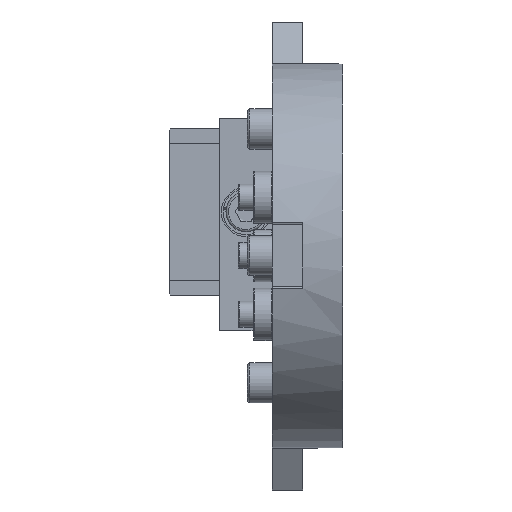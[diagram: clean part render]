
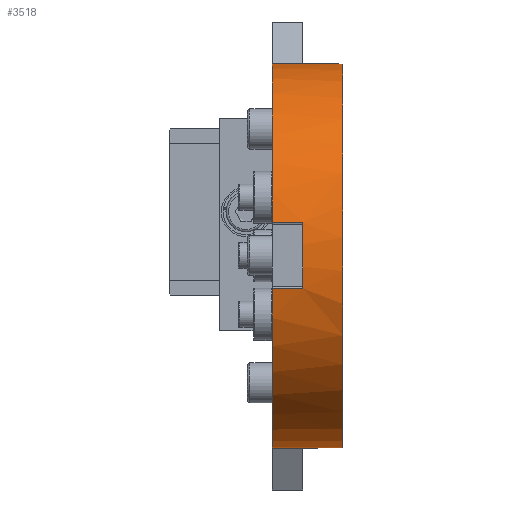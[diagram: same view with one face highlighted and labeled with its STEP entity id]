
A CAD part, top view. The second image highlights one B-rep face of the part: STEP entity #3518.
In plain terms, the highlighted cylindrical face has radius 62.5 mm (diameter 125 mm), a partial arc.
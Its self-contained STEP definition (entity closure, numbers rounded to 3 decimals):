
#416=FACE_OUTER_BOUND('',#618,.T.);
#618=EDGE_LOOP('',(#2641,#2642,#2643,#2644,#2645,#2646,#2647,#2648,#2649,
#2650));
#819=CIRCLE('',#3943,62.5);
#845=CIRCLE('',#3988,62.5);
#855=CIRCLE('',#4006,62.5);
#865=CIRCLE('',#4025,62.5);
#866=CIRCLE('',#4026,62.5);
#1045=LINE('',#5603,#1314);
#1064=LINE('',#5653,#1333);
#1087=LINE('',#5735,#1356);
#1098=LINE('',#5775,#1367);
#1099=LINE('',#5780,#1368);
#1314=VECTOR('',#4449,10.);
#1333=VECTOR('',#4502,10.);
#1356=VECTOR('',#4583,10.);
#1367=VECTOR('',#4632,10.);
#1368=VECTOR('',#4639,10.);
#1568=VERTEX_POINT('',#5545);
#1569=VERTEX_POINT('',#5547);
#1591=VERTEX_POINT('',#5601);
#1605=VERTEX_POINT('',#5652);
#1618=VERTEX_POINT('',#5686);
#1632=VERTEX_POINT('',#5728);
#1635=VERTEX_POINT('',#5733);
#1638=VERTEX_POINT('',#5743);
#1645=VERTEX_POINT('',#5774);
#1646=VERTEX_POINT('',#5779);
#1931=EDGE_CURVE('',#1568,#1569,#819,.T.);
#1959=EDGE_CURVE('',#1591,#1568,#1045,.T.);
#1984=EDGE_CURVE('',#1605,#1569,#1064,.T.);
#2003=EDGE_CURVE('',#1591,#1618,#845,.T.);
#2027=EDGE_CURVE('',#1635,#1632,#1087,.T.);
#2031=EDGE_CURVE('',#1638,#1632,#855,.T.);
#2047=EDGE_CURVE('',#1638,#1645,#1098,.T.);
#2049=EDGE_CURVE('',#1635,#1605,#865,.T.);
#2050=EDGE_CURVE('',#1646,#1618,#1099,.T.);
#2051=EDGE_CURVE('',#1646,#1645,#866,.T.);
#2641=ORIENTED_EDGE('',*,*,#2049,.T.);
#2642=ORIENTED_EDGE('',*,*,#1984,.T.);
#2643=ORIENTED_EDGE('',*,*,#1931,.F.);
#2644=ORIENTED_EDGE('',*,*,#1959,.F.);
#2645=ORIENTED_EDGE('',*,*,#2003,.T.);
#2646=ORIENTED_EDGE('',*,*,#2050,.F.);
#2647=ORIENTED_EDGE('',*,*,#2051,.T.);
#2648=ORIENTED_EDGE('',*,*,#2047,.F.);
#2649=ORIENTED_EDGE('',*,*,#2031,.T.);
#2650=ORIENTED_EDGE('',*,*,#2027,.F.);
#3449=CYLINDRICAL_SURFACE('',#4024,62.5);
#3518=ADVANCED_FACE('',(#416),#3449,.T.);
#3943=AXIS2_PLACEMENT_3D('',#5548,#4401,#4402);
#3988=AXIS2_PLACEMENT_3D('',#5688,#4537,#4538);
#4006=AXIS2_PLACEMENT_3D('',#5744,#4591,#4592);
#4024=AXIS2_PLACEMENT_3D('',#5777,#4635,#4636);
#4025=AXIS2_PLACEMENT_3D('',#5778,#4637,#4638);
#4026=AXIS2_PLACEMENT_3D('',#5781,#4640,#4641);
#4401=DIRECTION('center_axis',(1.,0.,0.));
#4402=DIRECTION('ref_axis',(0.,0.967,-0.255));
#4449=DIRECTION('',(1.,0.,0.));
#4502=DIRECTION('',(1.,0.,0.));
#4537=DIRECTION('center_axis',(1.,0.,0.));
#4538=DIRECTION('ref_axis',(0.,0.967,-0.255));
#4583=DIRECTION('',(-1.,0.,0.));
#4591=DIRECTION('center_axis',(1.,0.,0.));
#4592=DIRECTION('ref_axis',(0.,0.967,-0.255));
#4632=DIRECTION('',(1.,0.,0.));
#4635=DIRECTION('center_axis',(1.,0.,0.));
#4636=DIRECTION('ref_axis',(0.,-0.167,0.986));
#4637=DIRECTION('center_axis',(1.,0.,0.));
#4638=DIRECTION('ref_axis',(0.,0.967,-0.255));
#4639=DIRECTION('',(-1.,0.,0.));
#4640=DIRECTION('center_axis',(1.,0.,0.));
#4641=DIRECTION('ref_axis',(0.,0.967,-0.255));
#5545=CARTESIAN_POINT('',(40.,49.192,88.193));
#5547=CARTESIAN_POINT('',(40.,-63.089,69.186));
#5548=CARTESIAN_POINT('Origin',(40.,-11.25,104.1));
#5601=CARTESIAN_POINT('',(17.,49.192,88.193));
#5603=CARTESIAN_POINT('',(0.,49.192,88.193));
#5652=CARTESIAN_POINT('',(27.,-63.089,69.186));
#5653=CARTESIAN_POINT('',(0.,-63.089,69.186));
#5686=CARTESIAN_POINT('',(17.,-0.565,165.68));
#5688=CARTESIAN_POINT('Origin',(17.,-11.25,104.1));
#5728=CARTESIAN_POINT('',(17.,-69.922,82.564));
#5733=CARTESIAN_POINT('',(27.,-69.922,82.564));
#5735=CARTESIAN_POINT('',(0.,-69.922,82.564));
#5743=CARTESIAN_POINT('',(17.,-21.935,165.68));
#5744=CARTESIAN_POINT('Origin',(17.,-11.25,104.1));
#5774=CARTESIAN_POINT('',(27.,-21.935,165.68));
#5775=CARTESIAN_POINT('',(0.,-21.935,165.68));
#5777=CARTESIAN_POINT('Origin',(0.,-11.25,104.1));
#5778=CARTESIAN_POINT('Origin',(27.,-11.25,104.1));
#5779=CARTESIAN_POINT('',(27.,-0.565,165.68));
#5780=CARTESIAN_POINT('',(0.,-0.565,165.68));
#5781=CARTESIAN_POINT('Origin',(27.,-11.25,104.1));
